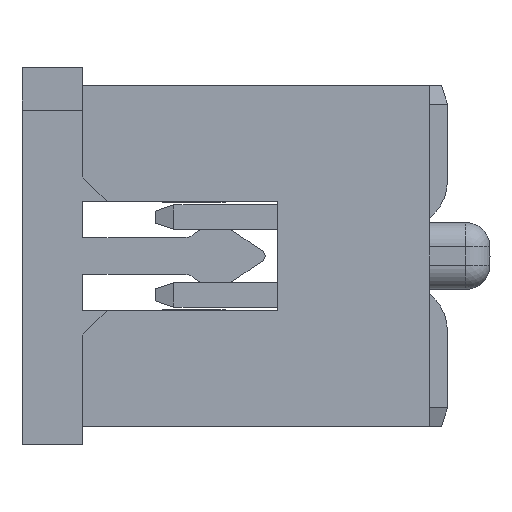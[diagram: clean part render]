
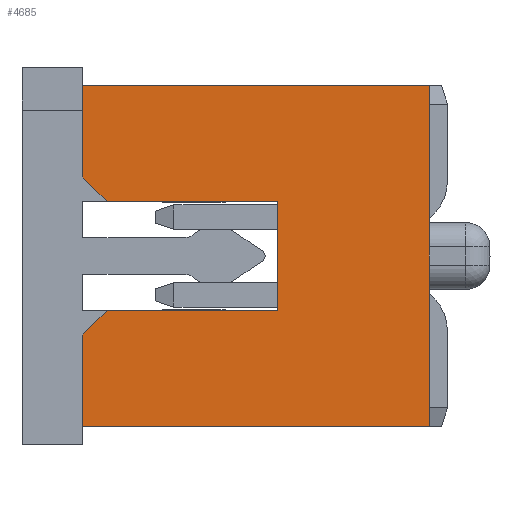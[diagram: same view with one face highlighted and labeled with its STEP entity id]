
A CAD part, left-side view. The second image highlights one B-rep face of the part: STEP entity #4685.
In plain terms, the highlighted planar face has unit normal (-1, 0, 0).
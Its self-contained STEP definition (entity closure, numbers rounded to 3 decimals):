
#1890=CARTESIAN_POINT('',(0.,170.18,-142.24));
#1891=VERTEX_POINT('',#1890);
#1898=CARTESIAN_POINT('',(0.,170.18,-104.14));
#1899=VERTEX_POINT('',#1898);
#1900=CARTESIAN_POINT('',(0.,170.18,-104.14));
#1901=DIRECTION('',(0.,0.,-1.));
#1902=VECTOR('',#1901,38.1);
#1903=LINE('',#1900,#1902);
#1904=EDGE_CURVE('',#1899,#1891,#1903,.T.);
#2116=CARTESIAN_POINT('',(0.,170.18,-38.1));
#2117=VERTEX_POINT('',#2116);
#2124=CARTESIAN_POINT('',(0.,170.18,0.));
#2125=VERTEX_POINT('',#2124);
#2126=CARTESIAN_POINT('',(0.,170.18,0.));
#2127=DIRECTION('',(0.,0.,-1.));
#2128=VECTOR('',#2127,38.1);
#2129=LINE('',#2126,#2128);
#2130=EDGE_CURVE('',#2125,#2117,#2129,.T.);
#2222=CARTESIAN_POINT('',(0.,25.4,0.));
#2223=VERTEX_POINT('',#2222);
#2224=CARTESIAN_POINT('',(0.,170.18,0.));
#2225=DIRECTION('',(0.,-1.,0.));
#2226=VECTOR('',#2225,144.78);
#2227=LINE('',#2224,#2226);
#2228=EDGE_CURVE('',#2125,#2223,#2227,.T.);
#4531=CARTESIAN_POINT('',(0.,25.4,-142.24));
#4532=VERTEX_POINT('',#4531);
#4539=CARTESIAN_POINT('',(0.,170.18,-142.24));
#4540=DIRECTION('',(0.,-1.,0.));
#4541=VECTOR('',#4540,144.78);
#4542=LINE('',#4539,#4541);
#4543=EDGE_CURVE('',#1891,#4532,#4542,.T.);
#4630=CARTESIAN_POINT('',(0.,97.79,-71.12));
#4631=DIRECTION('',(0.,0.,1.));
#4632=DIRECTION('',(-1.,0.,0.));
#4633=AXIS2_PLACEMENT_3D('',#4630,#4632,#4631);
#4634=PLANE('',#4633);
#4635=ORIENTED_EDGE('',*,*,#1904,.T.);
#4636=ORIENTED_EDGE('',*,*,#4543,.T.);
#4637=CARTESIAN_POINT('',(0.,25.4,0.));
#4638=DIRECTION('',(0.,0.,-1.));
#4639=VECTOR('',#4638,142.24);
#4640=LINE('',#4637,#4639);
#4641=EDGE_CURVE('',#2223,#4532,#4640,.T.);
#4642=ORIENTED_EDGE('',*,*,#4641,.F.);
#4643=ORIENTED_EDGE('',*,*,#2228,.F.);
#4644=ORIENTED_EDGE('',*,*,#2130,.T.);
#4645=CARTESIAN_POINT('',(0.,160.02,-48.26));
#4646=VERTEX_POINT('',#4645);
#4647=CARTESIAN_POINT('',(0.,170.18,-38.1));
#4648=DIRECTION('',(0.,-0.707,-0.707));
#4649=VECTOR('',#4648,14.368);
#4650=LINE('',#4647,#4649);
#4651=EDGE_CURVE('',#2117,#4646,#4650,.T.);
#4652=ORIENTED_EDGE('',*,*,#4651,.T.);
#4653=CARTESIAN_POINT('',(0.,88.9,-48.26));
#4654=VERTEX_POINT('',#4653);
#4655=CARTESIAN_POINT('',(0.,160.02,-48.26));
#4656=DIRECTION('',(0.,-1.,0.));
#4657=VECTOR('',#4656,71.12);
#4658=LINE('',#4655,#4657);
#4659=EDGE_CURVE('',#4646,#4654,#4658,.T.);
#4660=ORIENTED_EDGE('',*,*,#4659,.T.);
#4661=CARTESIAN_POINT('',(0.,88.9,-93.98));
#4662=VERTEX_POINT('',#4661);
#4663=CARTESIAN_POINT('',(0.,88.9,-48.26));
#4664=DIRECTION('',(0.,0.,-1.));
#4665=VECTOR('',#4664,45.72);
#4666=LINE('',#4663,#4665);
#4667=EDGE_CURVE('',#4654,#4662,#4666,.T.);
#4668=ORIENTED_EDGE('',*,*,#4667,.T.);
#4669=CARTESIAN_POINT('',(0.,160.02,-93.98));
#4670=VERTEX_POINT('',#4669);
#4671=CARTESIAN_POINT('',(0.,88.9,-93.98));
#4672=DIRECTION('',(0.,1.,0.));
#4673=VECTOR('',#4672,71.12);
#4674=LINE('',#4671,#4673);
#4675=EDGE_CURVE('',#4662,#4670,#4674,.T.);
#4676=ORIENTED_EDGE('',*,*,#4675,.T.);
#4677=CARTESIAN_POINT('',(0.,160.02,-93.98));
#4678=DIRECTION('',(0.,0.707,-0.707));
#4679=VECTOR('',#4678,14.368);
#4680=LINE('',#4677,#4679);
#4681=EDGE_CURVE('',#4670,#1899,#4680,.T.);
#4682=ORIENTED_EDGE('',*,*,#4681,.T.);
#4683=EDGE_LOOP('',(#4635,#4636,#4642,#4643,#4644,#4652,#4660,#4668,#4676,#4682));
#4684=FACE_OUTER_BOUND('',#4683,.T.);
#4685=ADVANCED_FACE('',(#4684),#4634,.T.);
